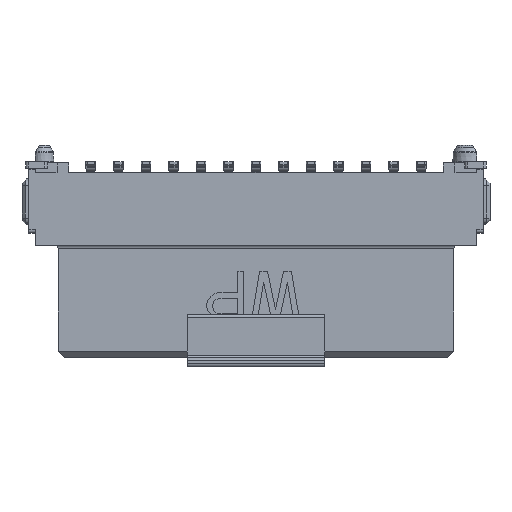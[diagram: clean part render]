
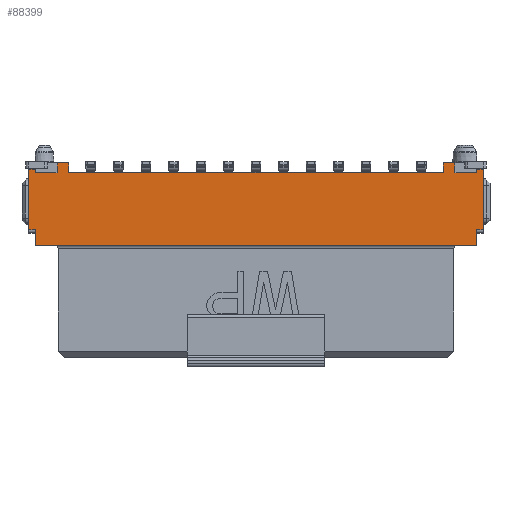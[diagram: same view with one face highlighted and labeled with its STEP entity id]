
A CAD part, front view. The second image highlights one B-rep face of the part: STEP entity #88399.
In plain terms, the highlighted planar face has unit normal (0, -1, 0).
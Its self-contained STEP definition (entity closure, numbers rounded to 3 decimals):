
#3746=PLANE('',#96300);
#8336=FACE_OUTER_BOUND('',#13231,.T.);
#13231=EDGE_LOOP('',(#75726,#75727,#75728,#75729,#75730,#75731,#75732,#75733,
#75734,#75735,#75736,#75737,#75738,#75739,#75740,#75741,#75742,#75743,#75744,
#75745));
#21355=LINE('',#139428,#29778);
#21411=LINE('',#139608,#29834);
#21737=LINE('',#140320,#30160);
#21743=LINE('',#140332,#30166);
#21862=LINE('',#140570,#30285);
#21864=LINE('',#140573,#30287);
#21871=LINE('',#140589,#30294);
#21874=LINE('',#140595,#30297);
#21876=LINE('',#140600,#30299);
#21892=LINE('',#140632,#30315);
#21903=LINE('',#140700,#30326);
#21906=LINE('',#140704,#30329);
#24488=LINE('',#148879,#32911);
#24512=LINE('',#148935,#32935);
#24553=LINE('',#149084,#32976);
#24555=LINE('',#149090,#32978);
#24595=LINE('',#149231,#33018);
#24616=LINE('',#149276,#33039);
#24629=LINE('',#149320,#33052);
#24630=LINE('',#149321,#33053);
#29778=VECTOR('',#111329,3.35);
#29834=VECTOR('',#111461,3.35);
#30160=VECTOR('',#111893,20.36);
#30166=VECTOR('',#111901,0.45);
#30285=VECTOR('',#112026,0.45);
#30287=VECTOR('',#112030,17.26);
#30294=VECTOR('',#112043,0.55);
#30297=VECTOR('',#112048,0.45);
#30299=VECTOR('',#112052,1.);
#30315=VECTOR('',#112080,0.55);
#30326=VECTOR('',#112133,1.);
#30329=VECTOR('',#112138,0.45);
#32911=VECTOR('',#119256,2.8);
#32935=VECTOR('',#119310,2.8);
#32976=VECTOR('',#119443,0.3);
#32978=VECTOR('',#119449,0.3);
#33018=VECTOR('',#119591,2.8);
#33039=VECTOR('',#119636,2.8);
#33052=VECTOR('',#119677,0.3);
#33053=VECTOR('',#119678,0.3);
#37952=VERTEX_POINT('',#139425);
#37953=VERTEX_POINT('',#139427);
#38032=VERTEX_POINT('',#139605);
#38033=VERTEX_POINT('',#139607);
#38338=VERTEX_POINT('',#140329);
#38339=VERTEX_POINT('',#140331);
#38454=VERTEX_POINT('',#140567);
#38455=VERTEX_POINT('',#140569);
#38461=VERTEX_POINT('',#140587);
#38463=VERTEX_POINT('',#140593);
#38464=VERTEX_POINT('',#140597);
#38475=VERTEX_POINT('',#140631);
#38486=VERTEX_POINT('',#140698);
#38487=VERTEX_POINT('',#140699);
#40426=VERTEX_POINT('',#148877);
#40442=VERTEX_POINT('',#148932);
#40443=VERTEX_POINT('',#148934);
#40509=VERTEX_POINT('',#149230);
#40520=VERTEX_POINT('',#149274);
#40521=VERTEX_POINT('',#149275);
#48104=EDGE_CURVE('',#37953,#37952,#21355,.T.);
#48186=EDGE_CURVE('',#38032,#38033,#21411,.T.);
#48524=EDGE_CURVE('',#38032,#37953,#21737,.T.);
#48530=EDGE_CURVE('',#38339,#38338,#21743,.T.);
#48649=EDGE_CURVE('',#38454,#38455,#21862,.T.);
#48651=EDGE_CURVE('',#38338,#38455,#21864,.T.);
#48660=EDGE_CURVE('',#38454,#38461,#21871,.T.);
#48663=EDGE_CURVE('',#38461,#38463,#21874,.T.);
#48665=EDGE_CURVE('',#38463,#38464,#21876,.T.);
#48681=EDGE_CURVE('',#38475,#38339,#21892,.T.);
#48704=EDGE_CURVE('',#38486,#38487,#21903,.T.);
#48707=EDGE_CURVE('',#38475,#38487,#21906,.T.);
#52166=EDGE_CURVE('',#40426,#38464,#24488,.T.);
#52193=EDGE_CURVE('',#40443,#40442,#24512,.T.);
#52261=EDGE_CURVE('',#38033,#40442,#24553,.T.);
#52264=EDGE_CURVE('',#40426,#40443,#24555,.T.);
#52319=EDGE_CURVE('',#38486,#40509,#24595,.T.);
#52341=EDGE_CURVE('',#40520,#40521,#24616,.T.);
#52367=EDGE_CURVE('',#40521,#40509,#24629,.T.);
#52368=EDGE_CURVE('',#40520,#37952,#24630,.T.);
#75726=ORIENTED_EDGE('',*,*,#52367,.T.);
#75727=ORIENTED_EDGE('',*,*,#52319,.F.);
#75728=ORIENTED_EDGE('',*,*,#48704,.T.);
#75729=ORIENTED_EDGE('',*,*,#48707,.F.);
#75730=ORIENTED_EDGE('',*,*,#48681,.T.);
#75731=ORIENTED_EDGE('',*,*,#48530,.T.);
#75732=ORIENTED_EDGE('',*,*,#48651,.T.);
#75733=ORIENTED_EDGE('',*,*,#48649,.F.);
#75734=ORIENTED_EDGE('',*,*,#48660,.T.);
#75735=ORIENTED_EDGE('',*,*,#48663,.T.);
#75736=ORIENTED_EDGE('',*,*,#48665,.T.);
#75737=ORIENTED_EDGE('',*,*,#52166,.F.);
#75738=ORIENTED_EDGE('',*,*,#52264,.T.);
#75739=ORIENTED_EDGE('',*,*,#52193,.T.);
#75740=ORIENTED_EDGE('',*,*,#52261,.F.);
#75741=ORIENTED_EDGE('',*,*,#48186,.F.);
#75742=ORIENTED_EDGE('',*,*,#48524,.T.);
#75743=ORIENTED_EDGE('',*,*,#48104,.T.);
#75744=ORIENTED_EDGE('',*,*,#52368,.F.);
#75745=ORIENTED_EDGE('',*,*,#52341,.T.);
#88399=ADVANCED_FACE('',(#8336),#3746,.F.);
#96300=AXIS2_PLACEMENT_3D('',#149319,#119675,#119676);
#111329=DIRECTION('',(0.,0.,1.));
#111461=DIRECTION('',(0.,0.,1.));
#111893=DIRECTION('',(1.,0.,0.));
#111901=DIRECTION('',(0.,0.,-1.));
#112026=DIRECTION('',(0.,0.,-1.));
#112030=DIRECTION('',(-1.,0.,0.));
#112043=DIRECTION('',(-1.,0.,0.));
#112048=DIRECTION('',(0.,0.,-1.));
#112052=DIRECTION('',(-1.,0.,0.));
#112080=DIRECTION('',(-1.,0.,0.));
#112133=DIRECTION('',(-1.,0.,0.));
#112138=DIRECTION('',(0.,0.,-1.));
#119256=DIRECTION('',(0.,0.,-1.));
#119310=DIRECTION('',(0.,0.,-1.));
#119443=DIRECTION('',(-1.,0.,0.));
#119449=DIRECTION('',(-1.,0.,0.));
#119591=DIRECTION('',(0.,0.,1.));
#119636=DIRECTION('',(0.,0.,1.));
#119675=DIRECTION('center_axis',(0.,1.,0.));
#119676=DIRECTION('ref_axis',(0.,0.,-1.));
#119677=DIRECTION('',(-1.,0.,0.));
#119678=DIRECTION('',(-1.,0.,0.));
#139425=CARTESIAN_POINT('',(11.539,-1.314,3.1));
#139427=CARTESIAN_POINT('',(11.539,-1.314,2.4));
#139428=CARTESIAN_POINT('',(11.539,-1.314,2.4));
#139605=CARTESIAN_POINT('',(-8.821,-1.314,2.4));
#139607=CARTESIAN_POINT('',(-8.821,-1.314,3.1));
#139608=CARTESIAN_POINT('',(-8.821,-1.314,2.4));
#140320=CARTESIAN_POINT('',(-8.821,-1.314,2.4));
#140329=CARTESIAN_POINT('',(9.989,-1.314,5.75));
#140331=CARTESIAN_POINT('',(9.989,-1.314,6.2));
#140332=CARTESIAN_POINT('',(9.989,-1.314,6.2));
#140567=CARTESIAN_POINT('',(-7.271,-1.314,6.2));
#140569=CARTESIAN_POINT('',(-7.271,-1.314,5.75));
#140570=CARTESIAN_POINT('',(-7.271,-1.314,6.2));
#140573=CARTESIAN_POINT('',(9.989,-1.314,5.75));
#140587=CARTESIAN_POINT('',(-7.821,-1.314,6.2));
#140589=CARTESIAN_POINT('',(-7.271,-1.314,6.2));
#140593=CARTESIAN_POINT('',(-7.821,-1.314,5.75));
#140595=CARTESIAN_POINT('',(-7.821,-1.314,6.2));
#140597=CARTESIAN_POINT('',(-8.821,-1.314,5.75));
#140600=CARTESIAN_POINT('',(-7.821,-1.314,5.75));
#140631=CARTESIAN_POINT('',(10.539,-1.314,6.2));
#140632=CARTESIAN_POINT('',(10.539,-1.314,6.2));
#140698=CARTESIAN_POINT('',(11.539,-1.314,5.75));
#140699=CARTESIAN_POINT('',(10.539,-1.314,5.75));
#140700=CARTESIAN_POINT('',(11.539,-1.314,5.75));
#140704=CARTESIAN_POINT('',(10.539,-1.314,6.2));
#148877=CARTESIAN_POINT('',(-8.821,-1.314,5.9));
#148879=CARTESIAN_POINT('',(-8.821,-1.314,5.9));
#148932=CARTESIAN_POINT('',(-9.121,-1.314,3.1));
#148934=CARTESIAN_POINT('',(-9.121,-1.314,5.9));
#148935=CARTESIAN_POINT('',(-9.121,-1.314,5.9));
#149084=CARTESIAN_POINT('',(-8.821,-1.314,3.1));
#149090=CARTESIAN_POINT('',(-8.821,-1.314,5.9));
#149230=CARTESIAN_POINT('',(11.539,-1.314,5.9));
#149231=CARTESIAN_POINT('',(11.539,-1.314,3.1));
#149274=CARTESIAN_POINT('',(11.839,-1.314,3.1));
#149275=CARTESIAN_POINT('',(11.839,-1.314,5.9));
#149276=CARTESIAN_POINT('',(11.839,-1.314,3.1));
#149319=CARTESIAN_POINT('Origin',(11.839,-1.314,2.95));
#149320=CARTESIAN_POINT('',(11.839,-1.314,5.9));
#149321=CARTESIAN_POINT('',(11.839,-1.314,3.1));
